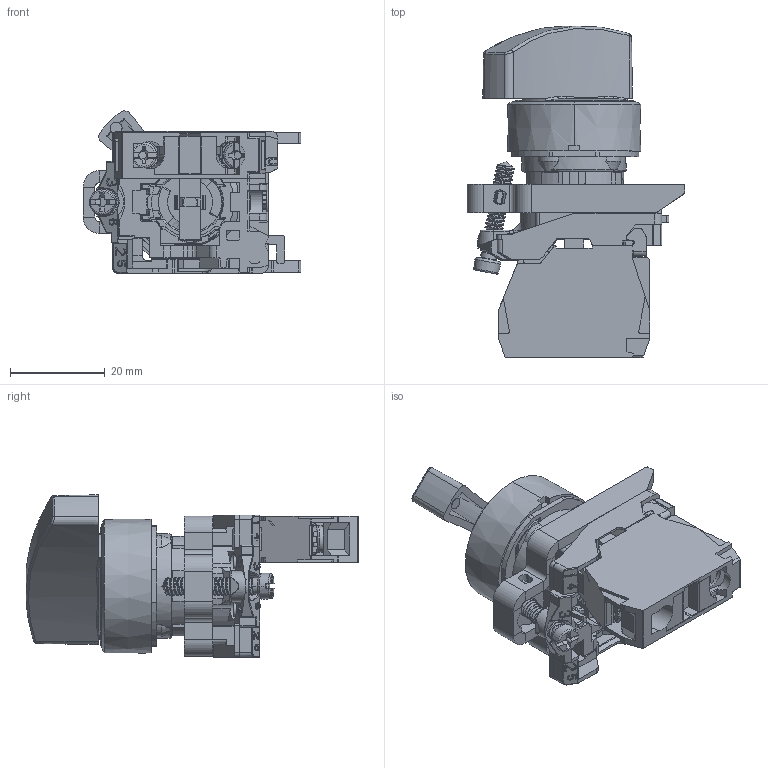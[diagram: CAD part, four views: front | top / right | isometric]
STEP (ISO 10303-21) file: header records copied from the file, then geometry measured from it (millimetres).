
FILE_DESCRIPTION((''),'2;1');
FILE_NAME('XB4BJ21_ASM','2023-07-01T',('Administrator'),('zyb.com'),'PRO/ENGINEER BY PARAMETRIC TECHNOLOGY CORPORATION, 2010280','PRO/ENGINEER BY PARAMETRIC TECHNOLOGY CORPORATION, 2010280','');
FILE_SCHEMA(('AUTOMOTIVE_DESIGN { 1 0 10303 214 1 1 1 1 }'));
Length unit declared in the file: millimetre
Products named in the file (4): ZB4BE009; ZBE101; ZB4BJ2C; XB4BJ21_ASM
Assembly tree (3 placements, depth 2):
  XB4BJ21_ASM
    ZB4BE009
    ZBE101
    ZB4BJ2C
Bounding box: 46 x 70.1 x 34.27 mm (x, y, z)
Volume: 25427.6 mm3; surface area: 21713 mm2
Topology: 14 solids, 24 shells, 4066 faces, 11082 edges, 7124 vertices
Faces by surface type: plane 2387, cylinder 1117, bspline 249, cone 142, torus 133, sphere 38
Entity records: 173607 total; most frequent: CARTESIAN_POINT 43333, ORIENTED_EDGE 22156, DIRECTION 19933, EDGE_CURVE 11078, VECTOR 7365, LINE 7365, VERTEX_POINT 7124, AXIS2_PLACEMENT_3D 6284
